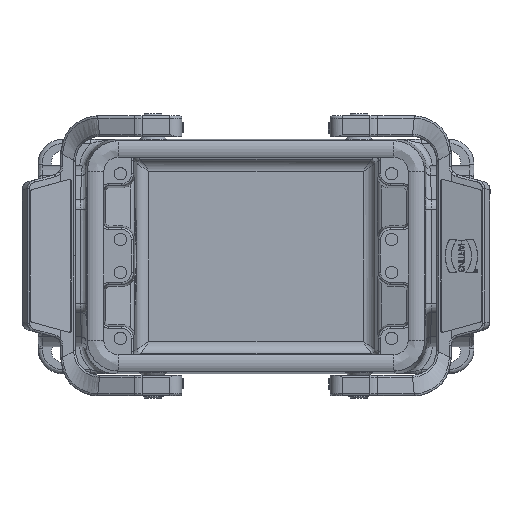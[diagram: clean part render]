
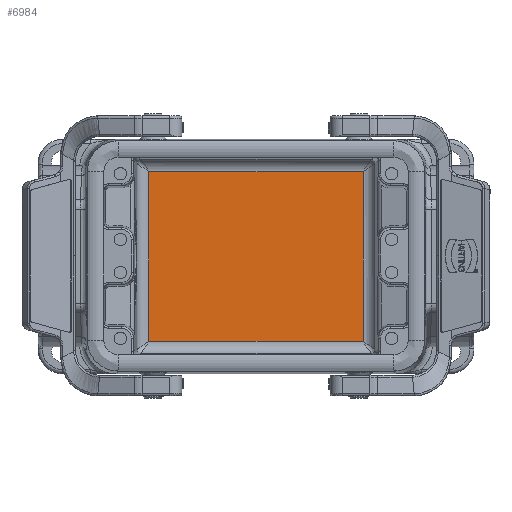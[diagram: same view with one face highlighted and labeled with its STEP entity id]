
A CAD part, top view. The second image highlights one B-rep face of the part: STEP entity #6984.
In plain terms, the highlighted planar face has unit normal (0, 0, 1).
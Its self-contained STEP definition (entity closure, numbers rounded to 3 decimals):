
#6418=PLANE('',#21027);
#6984=ADVANCED_FACE('',(#8108),#6418,.F.);
#8108=FACE_OUTER_BOUND('',#8960,.T.);
#8960=EDGE_LOOP('',(#13695,#13696,#13697,#13698));
#10177=LINE('',#29902,#11257);
#10178=LINE('',#29928,#11258);
#10179=LINE('',#29930,#11259);
#10180=LINE('',#29932,#11260);
#11257=VECTOR('',#23434,1.);
#11258=VECTOR('',#23437,1.);
#11259=VECTOR('',#23438,1.);
#11260=VECTOR('',#23439,1.);
#13695=ORIENTED_EDGE('',*,*,#18128,.F.);
#13696=ORIENTED_EDGE('',*,*,#18126,.F.);
#13697=ORIENTED_EDGE('',*,*,#18129,.F.);
#13698=ORIENTED_EDGE('',*,*,#18130,.F.);
#16482=VERTEX_POINT('',#29810);
#16483=VERTEX_POINT('',#29903);
#16484=VERTEX_POINT('',#29929);
#16485=VERTEX_POINT('',#29931);
#18126=EDGE_CURVE('',#16483,#16482,#10177,.T.);
#18128=EDGE_CURVE('',#16482,#16484,#10178,.T.);
#18129=EDGE_CURVE('',#16485,#16483,#10179,.T.);
#18130=EDGE_CURVE('',#16484,#16485,#10180,.T.);
#21027=AXIS2_PLACEMENT_3D('',#29933,#23440,#23441);
#23434=DIRECTION('',(1.,0.,0.));
#23437=DIRECTION('',(0.,-1.,0.));
#23438=DIRECTION('',(0.,1.,0.));
#23439=DIRECTION('',(-1.,0.,0.));
#23440=DIRECTION('',(0.,0.,-1.));
#23441=DIRECTION('',(1.,0.,0.));
#29810=CARTESIAN_POINT('',(26.037,20.629,-65.));
#29902=CARTESIAN_POINT('',(-26.037,20.629,-65.));
#29903=CARTESIAN_POINT('',(-26.037,20.629,-65.));
#29928=CARTESIAN_POINT('',(26.037,20.629,-65.));
#29929=CARTESIAN_POINT('',(26.037,-20.629,-65.));
#29930=CARTESIAN_POINT('',(-26.037,-20.629,-65.));
#29931=CARTESIAN_POINT('',(-26.037,-20.629,-65.));
#29932=CARTESIAN_POINT('',(26.037,-20.629,-65.));
#29933=CARTESIAN_POINT('',(-29.,24.335,-65.));
